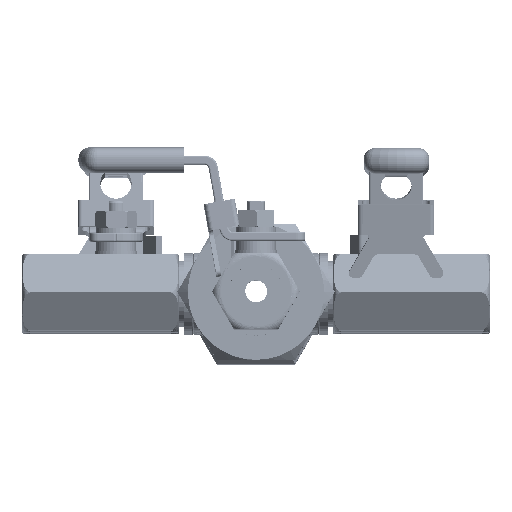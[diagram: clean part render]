
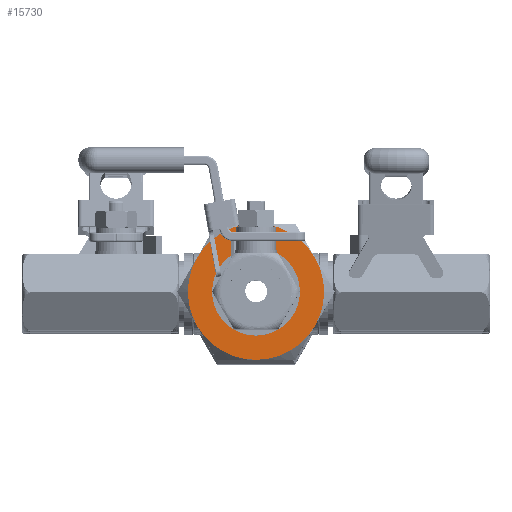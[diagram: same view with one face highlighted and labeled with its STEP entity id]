
A CAD part, top view. The second image highlights one B-rep face of the part: STEP entity #15730.
In plain terms, the highlighted planar face has unit normal (0, 0, 1).
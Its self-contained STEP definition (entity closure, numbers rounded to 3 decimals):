
#2973 = DIRECTION ( 'NONE',  ( 0., 0., 1. ) ) ;
#4328 = EDGE_CURVE ( 'NONE', #30262, #8413, #54215, .T. ) ;
#5399 = CARTESIAN_POINT ( 'NONE',  ( 0., 0., 23.5 ) ) ;
#5511 = EDGE_CURVE ( 'NONE', #62893, #30262, #6773, .T. ) ;
#5787 = CARTESIAN_POINT ( 'NONE',  ( 0., -15.2, 23.5 ) ) ;
#5885 = DIRECTION ( 'NONE',  ( 1., 0., 0. ) ) ;
#6396 = CARTESIAN_POINT ( 'NONE',  ( 13.164, 7.6, 23.5 ) ) ;
#6773 = CIRCLE ( 'NONE', #23258, 15.2 ) ;
#8413 = VERTEX_POINT ( 'NONE', #5787 ) ;
#9333 = DIRECTION ( 'NONE',  ( 1., 0., 0. ) ) ;
#10022 = CARTESIAN_POINT ( 'NONE',  ( -13.164, 7.6, 23.5 ) ) ;
#10460 = EDGE_CURVE ( 'NONE', #38112, #54432, #40058, .T. ) ;
#10745 = PLANE ( 'NONE',  #54170 ) ;
#10875 = ORIENTED_EDGE ( 'NONE', *, *, #4328, .T. ) ;
#12890 = EDGE_CURVE ( 'NONE', #8413, #26056, #36706, .T. ) ;
#14297 = DIRECTION ( 'NONE',  ( -1., 0., 0. ) ) ;
#14481 = CIRCLE ( 'NONE', #58878, 15.2 ) ;
#15251 = CARTESIAN_POINT ( 'NONE',  ( 0., 15.2, 23.5 ) ) ;
#15730 = ADVANCED_FACE ( 'NONE', ( #25926, #31762 ), #10745, .T. ) ;
#16116 = VERTEX_POINT ( 'NONE', #33686 ) ;
#17437 = AXIS2_PLACEMENT_3D ( 'NONE', #48288, #2973, #17870 ) ;
#17870 = DIRECTION ( 'NONE',  ( 1., 0., 0. ) ) ;
#18072 = ORIENTED_EDGE ( 'NONE', *, *, #49632, .T. ) ;
#18861 = CARTESIAN_POINT ( 'NONE',  ( -13.164, -7.6, 23.5 ) ) ;
#19441 = CARTESIAN_POINT ( 'NONE',  ( 0., 0., 23.5 ) ) ;
#20877 = CIRCLE ( 'NONE', #35357, 15.2 ) ;
#20981 = AXIS2_PLACEMENT_3D ( 'NONE', #50256, #35367, #45091 ) ;
#23258 = AXIS2_PLACEMENT_3D ( 'NONE', #53655, #33934, #9333 ) ;
#24446 = ORIENTED_EDGE ( 'NONE', *, *, #12890, .T. ) ;
#25547 = DIRECTION ( 'NONE',  ( 0., 0., 1. ) ) ;
#25766 = DIRECTION ( 'NONE',  ( 1., 0., 0. ) ) ;
#25926 = FACE_BOUND ( 'NONE', #32420, .T. ) ;
#26056 = VERTEX_POINT ( 'NONE', #60702 ) ;
#28817 = EDGE_CURVE ( 'NONE', #38112, #62893, #61086, .T. ) ;
#28820 = CIRCLE ( 'NONE', #17437, 9.8 ) ;
#29371 = DIRECTION ( 'NONE',  ( 1., 0., 0. ) ) ;
#30262 = VERTEX_POINT ( 'NONE', #18861 ) ;
#31270 = VERTEX_POINT ( 'NONE', #53570 ) ;
#31762 = FACE_OUTER_BOUND ( 'NONE', #49298, .T. ) ;
#32420 = EDGE_LOOP ( 'NONE', ( #54260, #32504 ) ) ;
#32504 = ORIENTED_EDGE ( 'NONE', *, *, #34096, .F. ) ;
#32943 = CARTESIAN_POINT ( 'NONE',  ( 0., 0., 23.5 ) ) ;
#33423 = AXIS2_PLACEMENT_3D ( 'NONE', #63117, #49229, #14297 ) ;
#33686 = CARTESIAN_POINT ( 'NONE',  ( -9.8, 0., 23.5 ) ) ;
#33934 = DIRECTION ( 'NONE',  ( 0., 0., 1. ) ) ;
#34096 = EDGE_CURVE ( 'NONE', #31270, #16116, #54091, .T. ) ;
#34131 = DIRECTION ( 'NONE',  ( 1., 0., 0. ) ) ;
#34548 = DIRECTION ( 'NONE',  ( 0., 0., 1. ) ) ;
#35169 = DIRECTION ( 'NONE',  ( 0., 0., 1. ) ) ;
#35357 = AXIS2_PLACEMENT_3D ( 'NONE', #19441, #25547, #54047 ) ;
#35367 = DIRECTION ( 'NONE',  ( 0., 0., 1. ) ) ;
#35968 = DIRECTION ( 'NONE',  ( 0., 0., 1. ) ) ;
#36706 = CIRCLE ( 'NONE', #45997, 15.2 ) ;
#38112 = VERTEX_POINT ( 'NONE', #10022 ) ;
#39085 = ORIENTED_EDGE ( 'NONE', *, *, #10460, .F. ) ;
#39251 = DIRECTION ( 'NONE',  ( 0., 0., 1. ) ) ;
#39723 = AXIS2_PLACEMENT_3D ( 'NONE', #44111, #39251, #5885 ) ;
#39939 = CARTESIAN_POINT ( 'NONE',  ( 0., 0., 23.5 ) ) ;
#40058 = CIRCLE ( 'NONE', #33423, 15.2 ) ;
#40727 = EDGE_CURVE ( 'NONE', #26056, #57327, #14481, .T. ) ;
#41784 = CARTESIAN_POINT ( 'NONE',  ( 0., 0., 23.5 ) ) ;
#44111 = CARTESIAN_POINT ( 'NONE',  ( 0., 0., 23.5 ) ) ;
#45091 = DIRECTION ( 'NONE',  ( 1., 0., 0. ) ) ;
#45432 = ORIENTED_EDGE ( 'NONE', *, *, #5511, .T. ) ;
#45997 = AXIS2_PLACEMENT_3D ( 'NONE', #39939, #58363, #34131 ) ;
#46044 = EDGE_CURVE ( 'NONE', #16116, #31270, #28820, .T. ) ;
#48288 = CARTESIAN_POINT ( 'NONE',  ( 0., 0., 23.5 ) ) ;
#49089 = CARTESIAN_POINT ( 'NONE',  ( -15.2, 0., 23.5 ) ) ;
#49229 = DIRECTION ( 'NONE',  ( 0., 0., -1. ) ) ;
#49298 = EDGE_LOOP ( 'NONE', ( #50420, #18072, #39085, #49377, #45432, #10875, #24446 ) ) ;
#49377 = ORIENTED_EDGE ( 'NONE', *, *, #28817, .T. ) ;
#49632 = EDGE_CURVE ( 'NONE', #57327, #54432, #20877, .T. ) ;
#50256 = CARTESIAN_POINT ( 'NONE',  ( 0., 0., 23.5 ) ) ;
#50420 = ORIENTED_EDGE ( 'NONE', *, *, #40727, .T. ) ;
#53570 = CARTESIAN_POINT ( 'NONE',  ( 9.8, 0., 23.5 ) ) ;
#53655 = CARTESIAN_POINT ( 'NONE',  ( 0., 0., 23.5 ) ) ;
#54047 = DIRECTION ( 'NONE',  ( 1., 0., 0. ) ) ;
#54091 = CIRCLE ( 'NONE', #20981, 9.8 ) ;
#54170 = AXIS2_PLACEMENT_3D ( 'NONE', #41784, #35968, #61475 ) ;
#54215 = CIRCLE ( 'NONE', #39723, 15.2 ) ;
#54260 = ORIENTED_EDGE ( 'NONE', *, *, #46044, .F. ) ;
#54432 = VERTEX_POINT ( 'NONE', #15251 ) ;
#57327 = VERTEX_POINT ( 'NONE', #6396 ) ;
#58363 = DIRECTION ( 'NONE',  ( 0., 0., 1. ) ) ;
#58878 = AXIS2_PLACEMENT_3D ( 'NONE', #32943, #34548, #29371 ) ;
#60702 = CARTESIAN_POINT ( 'NONE',  ( 13.164, -7.6, 23.5 ) ) ;
#61086 = CIRCLE ( 'NONE', #62118, 15.2 ) ;
#61475 = DIRECTION ( 'NONE',  ( 1., 0., 0. ) ) ;
#62118 = AXIS2_PLACEMENT_3D ( 'NONE', #5399, #35169, #25766 ) ;
#62893 = VERTEX_POINT ( 'NONE', #49089 ) ;
#63117 = CARTESIAN_POINT ( 'NONE',  ( 0., 0., 23.5 ) ) ;
